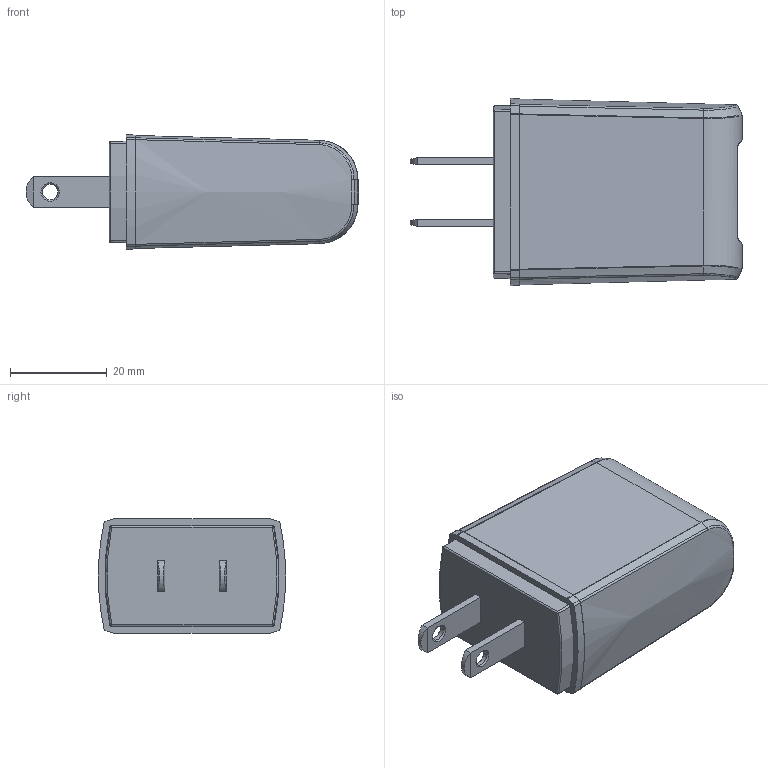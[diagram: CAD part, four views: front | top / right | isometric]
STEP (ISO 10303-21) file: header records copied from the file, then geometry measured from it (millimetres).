
FILE_DESCRIPTION((''),'2;1');
FILE_NAME('GT-86182-WWVV-W2-USB_ASM','2022-09-23T10:15:53',('jirenqiang'),(''),'CREO PARAMETRIC BY PTC INC, 2018050','CREO PARAMETRIC BY PTC INC, 2018050','');
FILE_SCHEMA(('CONFIG_CONTROL_DESIGN'));
Length unit declared in the file: millimetre
Products named in the file (10): PCB__3; 24P004000-44H__5; PCB_2_ASM; TOP__10; BOT__1_1; UL_AC_PIN; UL_AC_PIN_1; UL_AC_PIN__ASM; SPRING__1; GT-86182-WWVV-W2-USB_ASM
Assembly tree (10 placements, depth 3):
  GT-86182-WWVV-W2-USB_ASM
    PCB_2_ASM
      PCB__3
      24P004000-44H__5
    TOP__10
    BOT__1_1
    UL_AC_PIN__ASM
      UL_AC_PIN
      UL_AC_PIN_1
    SPRING__1  x2
Bounding box: 68.7 x 38.74 x 23.69 mm (x, y, z)
Volume: 23619.9 mm3; surface area: 22774.3 mm2
Topology: 9 solids, 9 shells, 1569 faces, 4256 edges, 2695 vertices
Faces by surface type: plane 900, cylinder 411, bspline 107, cone 68, torus 64, sphere 19
Entity records: 53197 total; most frequent: CARTESIAN_POINT 15196, ORIENTED_EDGE 8248, DIRECTION 7388, EDGE_CURVE 4124, VECTOR 2796, LINE 2796, VERTEX_POINT 2619, AXIS2_PLACEMENT_3D 2296
